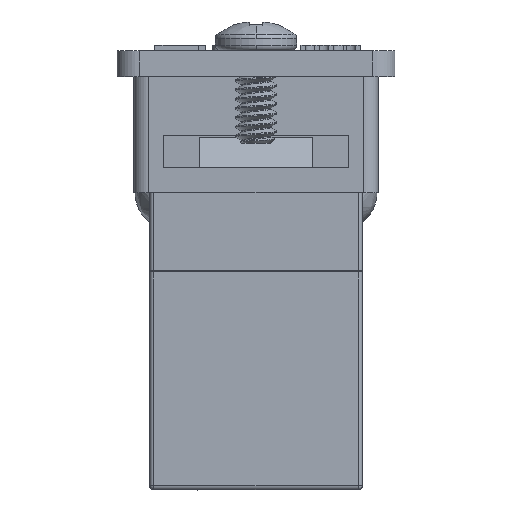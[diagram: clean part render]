
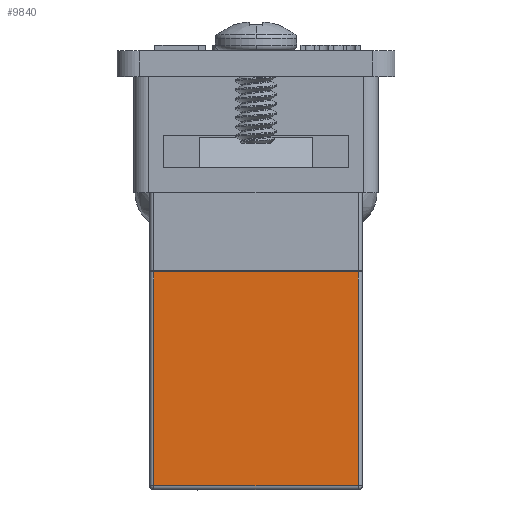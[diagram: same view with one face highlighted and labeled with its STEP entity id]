
A CAD part, front view. The second image highlights one B-rep face of the part: STEP entity #9840.
In plain terms, the highlighted face is planar.
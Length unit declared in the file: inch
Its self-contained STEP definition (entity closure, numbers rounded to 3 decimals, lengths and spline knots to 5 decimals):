
#1081 = LINE ( 'NONE', #7395, #24341 ) ;
#1245 = VERTEX_POINT ( 'NONE', #12760 ) ;
#1816 = DIRECTION ( 'NONE',  ( 0., 0., 1. ) ) ;
#2283 = ORIENTED_EDGE ( 'NONE', *, *, #3689, .F. ) ;
#3689 = EDGE_CURVE ( 'NONE', #28173, #1245, #1081, .T. ) ;
#3869 = AXIS2_PLACEMENT_3D ( 'NONE', #15518, #1816, #24579 ) ;
#4012 = ORIENTED_EDGE ( 'NONE', *, *, #6226, .T. ) ;
#4754 = CARTESIAN_POINT ( 'NONE',  ( -0.2874, -0.57874, -0.31693 ) ) ;
#5209 = DIRECTION ( 'NONE',  ( -1., 0., 0. ) ) ;
#6226 = EDGE_CURVE ( 'NONE', #19644, #1245, #29150, .T. ) ;
#6779 = LINE ( 'NONE', #4754, #7834 ) ;
#7395 = CARTESIAN_POINT ( 'NONE',  ( -0.2874, -0.00197, -0.31693 ) ) ;
#7834 = VECTOR ( 'NONE', #20504, 39.37008 ) ;
#8963 = PLANE ( 'NONE',  #3869 ) ;
#9635 = DIRECTION ( 'NONE',  ( 0., 1., 0. ) ) ;
#9840 = ADVANCED_FACE ( 'NONE', ( #19850 ), #8963, .F. ) ;
#11481 = VERTEX_POINT ( 'NONE', #13931 ) ;
#12608 = VECTOR ( 'NONE', #9635, 39.37008 ) ;
#12760 = CARTESIAN_POINT ( 'NONE',  ( -0.27559, -0.00197, -0.31693 ) ) ;
#13931 = CARTESIAN_POINT ( 'NONE',  ( 0.27559, -0.57874, -0.31693 ) ) ;
#14645 = DIRECTION ( 'NONE',  ( 0., -1., 0. ) ) ;
#15518 = CARTESIAN_POINT ( 'NONE',  ( -0.2874, 0.59055, -0.31693 ) ) ;
#17503 = ORIENTED_EDGE ( 'NONE', *, *, #28654, .T. ) ;
#19644 = VERTEX_POINT ( 'NONE', #20848 ) ;
#19850 = FACE_OUTER_BOUND ( 'NONE', #27474, .T. ) ;
#20504 = DIRECTION ( 'NONE',  ( -1., 0., 0. ) ) ;
#20848 = CARTESIAN_POINT ( 'NONE',  ( -0.27559, -0.57874, -0.31693 ) ) ;
#23197 = CARTESIAN_POINT ( 'NONE',  ( 0.27559, -0.00197, -0.31693 ) ) ;
#24341 = VECTOR ( 'NONE', #5209, 39.37008 ) ;
#24579 = DIRECTION ( 'NONE',  ( 1., 0., 0. ) ) ;
#24923 = ORIENTED_EDGE ( 'NONE', *, *, #26342, .T. ) ;
#25790 = CARTESIAN_POINT ( 'NONE',  ( 0.27559, 0.59055, -0.31693 ) ) ;
#25944 = VECTOR ( 'NONE', #14645, 39.37008 ) ;
#26342 = EDGE_CURVE ( 'NONE', #28173, #11481, #27715, .T. ) ;
#27347 = CARTESIAN_POINT ( 'NONE',  ( -0.27559, 0.59055, -0.31693 ) ) ;
#27474 = EDGE_LOOP ( 'NONE', ( #2283, #24923, #17503, #4012 ) ) ;
#27715 = LINE ( 'NONE', #25790, #25944 ) ;
#28173 = VERTEX_POINT ( 'NONE', #23197 ) ;
#28654 = EDGE_CURVE ( 'NONE', #11481, #19644, #6779, .T. ) ;
#29150 = LINE ( 'NONE', #27347, #12608 ) ;
